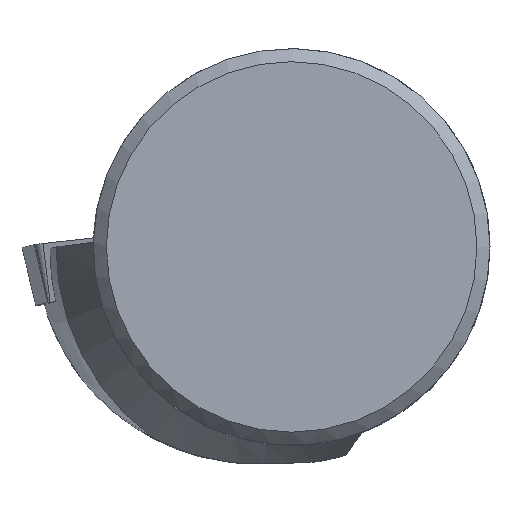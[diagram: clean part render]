
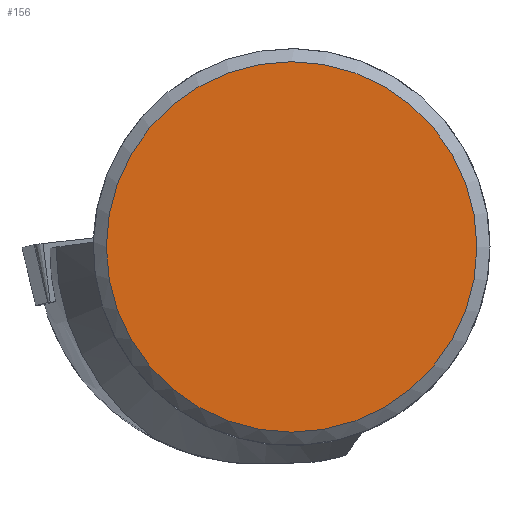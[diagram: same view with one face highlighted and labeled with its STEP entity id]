
A CAD part, top view. The second image highlights one B-rep face of the part: STEP entity #156.
In plain terms, the highlighted planar face has unit normal (0, 0, 1).
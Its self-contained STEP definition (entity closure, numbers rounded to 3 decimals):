
#101=PLANE('',#784);
#119=FACE_OUTER_BOUND('',#331,.T.);
#156=ADVANCED_FACE('',(#119),#101,.T.);
#331=EDGE_LOOP('',(#394));
#394=ORIENTED_EDGE('',*,*,#620,.F.);
#560=VERTEX_POINT('',#1144);
#620=EDGE_CURVE('',#560,#560,#694,.T.);
#694=CIRCLE('',#782,7.471);
#782=AXIS2_PLACEMENT_3D('',#1143,#873,#874);
#784=AXIS2_PLACEMENT_3D('',#1146,#877,#878);
#873=DIRECTION('',(0.,0.,-1.));
#874=DIRECTION('',(1.,0.,0.));
#877=DIRECTION('',(0.,0.,1.));
#878=DIRECTION('',(1.,0.,0.));
#1143=CARTESIAN_POINT('',(0.,0.,0.));
#1144=CARTESIAN_POINT('',(7.471,0.,0.));
#1146=CARTESIAN_POINT('',(0.,0.,0.));
